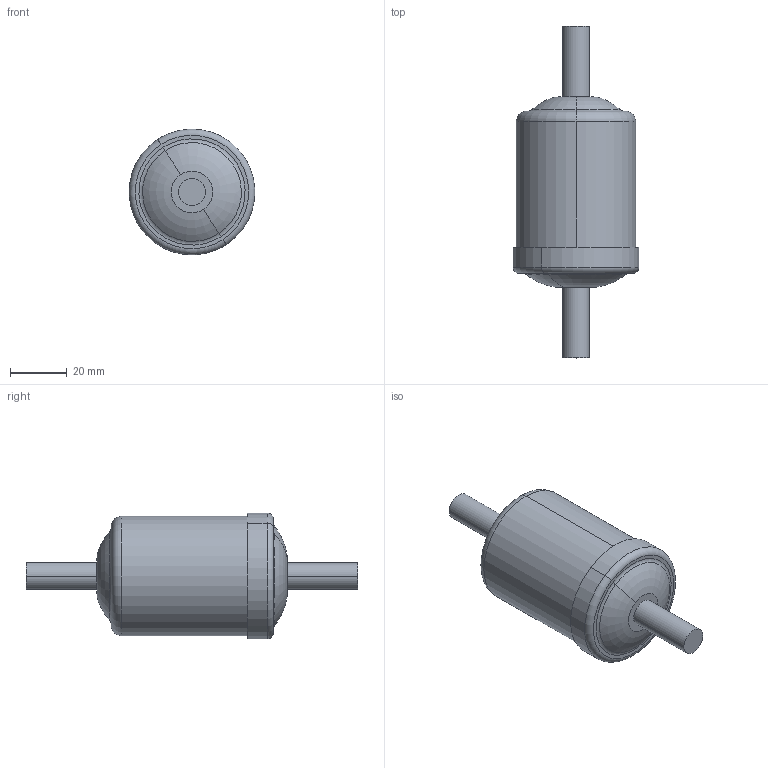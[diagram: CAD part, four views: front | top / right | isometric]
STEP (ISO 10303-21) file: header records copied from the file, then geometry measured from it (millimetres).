
FILE_DESCRIPTION (( 'STEP AP203' ), '1' );
FILE_NAME ('023B7003 - DFL 032s.STEP', '2020-11-18T05:00:53', ( '' ), ( '' ), 'SwSTEP 2.0', 'SolidWorks 2020', '' );
FILE_SCHEMA (( 'CONFIG_CONTROL_DESIGN' ));
Length unit declared in the file: millimetre
Products named in the file (1): 023B7003 - DFL 032s
Bounding box: 44.33 x 117 x 44.33 mm (x, y, z)
Volume: 89500 mm3; surface area: 12081.6 mm2
Topology: 1 solids, 1 shells, 35 faces, 68 edges, 42 vertices
Faces by surface type: torus 14, cylinder 10, plane 7, sphere 4
Entity records: 1047 total; most frequent: CARTESIAN_POINT 218, DIRECTION 184, ORIENTED_EDGE 136, AXIS2_PLACEMENT_3D 88, EDGE_CURVE 68, CIRCLE 52, EDGE_LOOP 42, VERTEX_POINT 42
